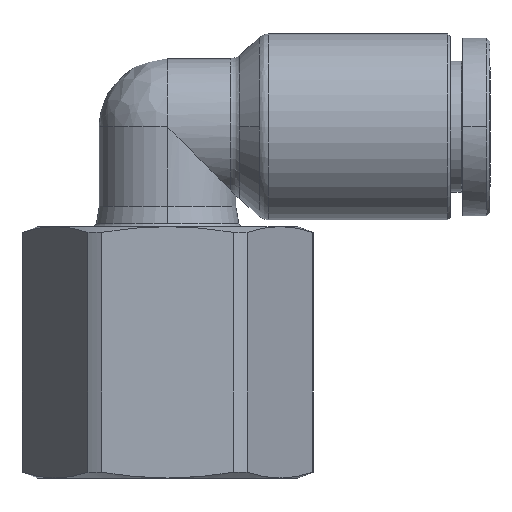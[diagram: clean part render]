
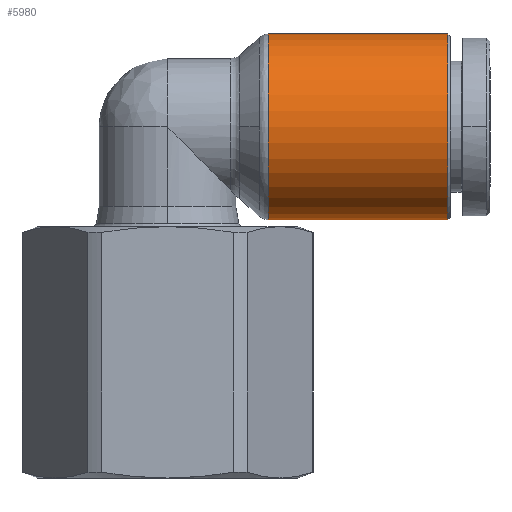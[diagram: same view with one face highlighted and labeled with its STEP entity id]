
A CAD part, front view. The second image highlights one B-rep face of the part: STEP entity #5980.
In plain terms, the highlighted cylindrical face has radius 6.8 mm (diameter 13.6 mm), a partial arc.
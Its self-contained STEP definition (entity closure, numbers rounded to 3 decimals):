
#389 = EDGE_CURVE ( 'NONE', #7798, #3199, #6709, .T. ) ;
#872 = VECTOR ( 'NONE', #2095, 1000. ) ;
#1010 = VECTOR ( 'NONE', #14788, 1000. ) ;
#1196 = EDGE_LOOP ( 'NONE', ( #14356, #9344, #6952, #10486 ) ) ;
#1275 = DIRECTION ( 'NONE',  ( 1., 0., 0. ) ) ;
#1621 = DIRECTION ( 'NONE',  ( -1., 0., 0. ) ) ;
#2095 = DIRECTION ( 'NONE',  ( 1., 0., 0. ) ) ;
#2212 = DIRECTION ( 'NONE',  ( 0., 0., -1. ) ) ;
#2384 = CARTESIAN_POINT ( 'NONE',  ( 4.528, 0., 0. ) ) ;
#2878 = AXIS2_PLACEMENT_3D ( 'NONE', #12795, #14116, #2212 ) ;
#3199 = VERTEX_POINT ( 'NONE', #5890 ) ;
#4586 = CARTESIAN_POINT ( 'NONE',  ( -0.089, 0., -6.8 ) ) ;
#4773 = CARTESIAN_POINT ( 'NONE',  ( -0.089, 0., 6.8 ) ) ;
#4962 = DIRECTION ( 'NONE',  ( 0., 0., -1. ) ) ;
#5474 = LINE ( 'NONE', #13586, #1010 ) ;
#5890 = CARTESIAN_POINT ( 'NONE',  ( 13.028, 0., 6.8 ) ) ;
#5980 = ADVANCED_FACE ( 'NONE', ( #13160 ), #6854, .T. ) ;
#6587 = EDGE_CURVE ( 'NONE', #11472, #7503, #15384, .T. ) ;
#6709 = CIRCLE ( 'NONE', #2878, 6.8 ) ;
#6854 = CYLINDRICAL_SURFACE ( 'NONE', #8016, 6.8 ) ;
#6952 = ORIENTED_EDGE ( 'NONE', *, *, #15117, .T. ) ;
#7503 = VERTEX_POINT ( 'NONE', #4773 ) ;
#7798 = VERTEX_POINT ( 'NONE', #12786 ) ;
#8016 = AXIS2_PLACEMENT_3D ( 'NONE', #2384, #1275, #10681 ) ;
#8726 = CARTESIAN_POINT ( 'NONE',  ( -0.089, 0., 0. ) ) ;
#9344 = ORIENTED_EDGE ( 'NONE', *, *, #6587, .F. ) ;
#10326 = AXIS2_PLACEMENT_3D ( 'NONE', #8726, #1621, #4962 ) ;
#10486 = ORIENTED_EDGE ( 'NONE', *, *, #389, .T. ) ;
#10681 = DIRECTION ( 'NONE',  ( 0., 0., -1. ) ) ;
#11104 = LINE ( 'NONE', #11649, #872 ) ;
#11472 = VERTEX_POINT ( 'NONE', #4586 ) ;
#11649 = CARTESIAN_POINT ( 'NONE',  ( 4.528, 0., 6.8 ) ) ;
#11899 = EDGE_CURVE ( 'NONE', #7503, #3199, #11104, .T. ) ;
#12786 = CARTESIAN_POINT ( 'NONE',  ( 13.028, 0., -6.8 ) ) ;
#12795 = CARTESIAN_POINT ( 'NONE',  ( 13.028, 0., 0. ) ) ;
#13160 = FACE_OUTER_BOUND ( 'NONE', #1196, .T. ) ;
#13586 = CARTESIAN_POINT ( 'NONE',  ( 4.528, 0., -6.8 ) ) ;
#14116 = DIRECTION ( 'NONE',  ( -1., 0., 0. ) ) ;
#14356 = ORIENTED_EDGE ( 'NONE', *, *, #11899, .F. ) ;
#14788 = DIRECTION ( 'NONE',  ( 1., 0., 0. ) ) ;
#15117 = EDGE_CURVE ( 'NONE', #11472, #7798, #5474, .T. ) ;
#15384 = CIRCLE ( 'NONE', #10326, 6.8 ) ;
